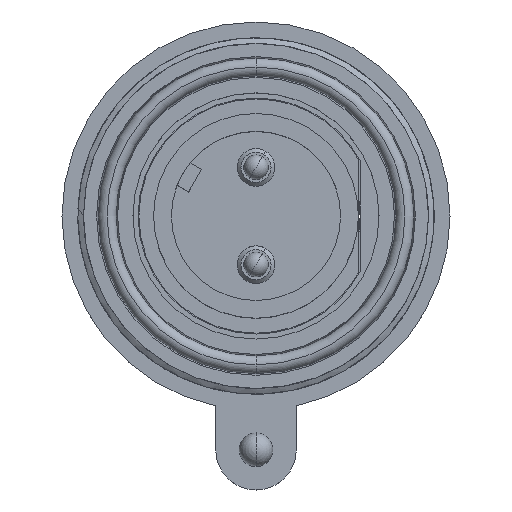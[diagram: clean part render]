
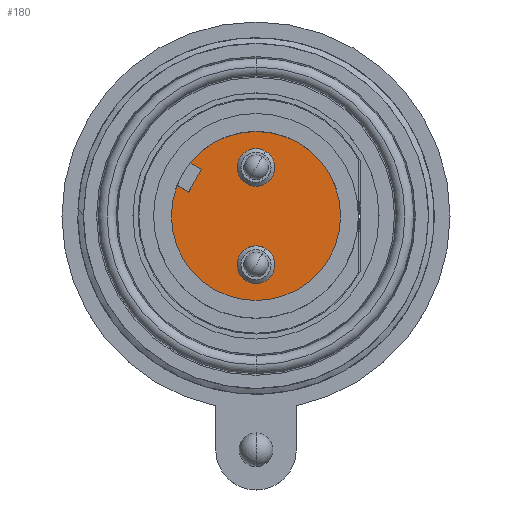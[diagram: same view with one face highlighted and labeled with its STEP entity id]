
A CAD part, top view. The second image highlights one B-rep face of the part: STEP entity #180.
In plain terms, the highlighted planar face has unit normal (0, 0, 1).
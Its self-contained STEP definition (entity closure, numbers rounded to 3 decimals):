
#180=ADVANCED_FACE('',(#666,#667,#668),#669,.T.);
#666=FACE_OUTER_BOUND('',#2114,.T.);
#667=FACE_BOUND('',#2115,.T.);
#668=FACE_BOUND('',#2116,.T.);
#669=PLANE('',#2117);
#2114=EDGE_LOOP('',(#5992,#5993));
#2115=EDGE_LOOP('',(#5994,#5995));
#2116=EDGE_LOOP('',(#5996,#5997));
#2117=AXIS2_PLACEMENT_3D('',#5998,#5999,#6000);
#5992=ORIENTED_EDGE('',*,*,#8262,.T.);
#5993=ORIENTED_EDGE('',*,*,#8268,.T.);
#5994=ORIENTED_EDGE('',*,*,#8269,.T.);
#5995=ORIENTED_EDGE('',*,*,#8270,.T.);
#5996=ORIENTED_EDGE('',*,*,#8271,.T.);
#5997=ORIENTED_EDGE('',*,*,#8272,.T.);
#5998=CARTESIAN_POINT('',(0.0,0.0,1.01));
#5999=DIRECTION('',(0.0,0.0,1.0));
#6000=DIRECTION('',(1.0,0.0,0.0));
#8262=EDGE_CURVE('',#9443,#9441,#9444,.T.);
#8268=EDGE_CURVE('',#9441,#9443,#9454,.T.);
#8269=EDGE_CURVE('',#9455,#9456,#9457,.T.);
#8270=EDGE_CURVE('',#9456,#9455,#9458,.T.);
#8271=EDGE_CURVE('',#9459,#9460,#9461,.T.);
#8272=EDGE_CURVE('',#9460,#9459,#9462,.T.);
#9441=VERTEX_POINT('',#12867);
#9443=VERTEX_POINT('',#12870);
#9444=CIRCLE('',#12871,8.305);
#9454=CIRCLE('',#12884,8.305);
#9455=VERTEX_POINT('',#12885);
#9456=VERTEX_POINT('',#12886);
#9457=CIRCLE('',#12887,1.85);
#9458=CIRCLE('',#12888,1.85);
#9459=VERTEX_POINT('',#12889);
#9460=VERTEX_POINT('',#12890);
#9461=CIRCLE('',#12891,1.85);
#9462=CIRCLE('',#12892,1.85);
#12867=CARTESIAN_POINT('',(0.0,-8.305,1.01));
#12870=CARTESIAN_POINT('',(0.0,8.305,1.01));
#12871=AXIS2_PLACEMENT_3D('',#18144,#18145,#18146);
#12884=AXIS2_PLACEMENT_3D('',#18156,#18157,#18158);
#12885=CARTESIAN_POINT('',(-1.85,-4.775,1.01));
#12886=CARTESIAN_POINT('',(1.85,-4.775,1.01));
#12887=AXIS2_PLACEMENT_3D('',#18159,#18160,#18161);
#12888=AXIS2_PLACEMENT_3D('',#18162,#18163,#18164);
#12889=CARTESIAN_POINT('',(-1.85,4.775,1.01));
#12890=CARTESIAN_POINT('',(1.85,4.775,1.01));
#12891=AXIS2_PLACEMENT_3D('',#18165,#18166,#18167);
#12892=AXIS2_PLACEMENT_3D('',#18168,#18169,#18170);
#18144=CARTESIAN_POINT('',(0.0,0.0,1.01));
#18145=DIRECTION('',(0.0,-0.0,1.0));
#18146=DIRECTION('',(0.0,1.0,0.0));
#18156=CARTESIAN_POINT('',(0.0,0.0,1.01));
#18157=DIRECTION('',(0.0,0.0,1.0));
#18158=DIRECTION('',(0.0,-1.0,0.0));
#18159=CARTESIAN_POINT('',(0.0,-4.775,1.01));
#18160=DIRECTION('',(0.0,0.0,-1.0));
#18161=DIRECTION('',(-1.0,0.0,0.0));
#18162=CARTESIAN_POINT('',(0.0,-4.775,1.01));
#18163=DIRECTION('',(0.0,0.0,-1.0));
#18164=DIRECTION('',(1.0,0.0,0.0));
#18165=CARTESIAN_POINT('',(0.0,4.775,1.01));
#18166=DIRECTION('',(0.0,0.0,-1.0));
#18167=DIRECTION('',(-1.0,0.0,0.0));
#18168=CARTESIAN_POINT('',(0.0,4.775,1.01));
#18169=DIRECTION('',(0.0,0.0,-1.0));
#18170=DIRECTION('',(1.0,0.0,0.0));
